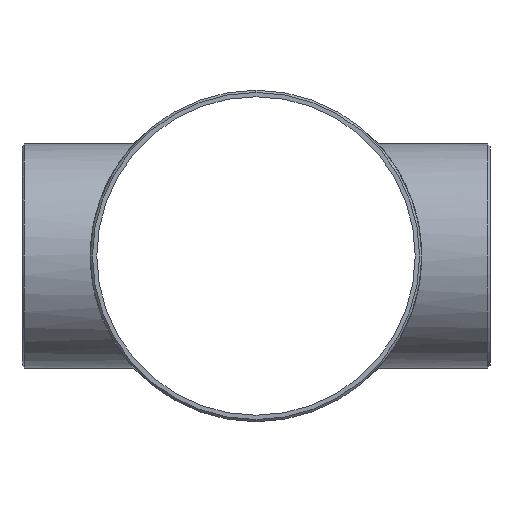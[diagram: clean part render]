
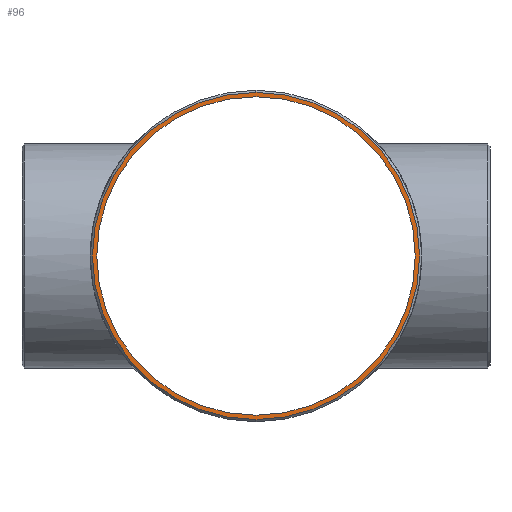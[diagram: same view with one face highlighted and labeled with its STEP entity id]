
A CAD part, left-side view. The second image highlights one B-rep face of the part: STEP entity #96.
In plain terms, the highlighted planar face has unit normal (-1, 0, 0).
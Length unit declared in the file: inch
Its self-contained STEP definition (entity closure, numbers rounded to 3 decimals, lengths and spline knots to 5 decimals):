
#49 = CARTESIAN_POINT ( 'NONE',  ( -10., 0., -6.29167 ) ) ;
#56 = AXIS2_PLACEMENT_3D ( 'NONE', #1154, #693, #103 ) ;
#96 = ADVANCED_FACE ( 'NONE', ( #1332, #982 ), #855, .T. ) ;
#102 = CIRCLE ( 'NONE', #56, 6.29167 ) ;
#103 = DIRECTION ( 'NONE',  ( 0., 0., 1. ) ) ;
#217 = CARTESIAN_POINT ( 'NONE',  ( -10., 0., 6.29167 ) ) ;
#228 = EDGE_CURVE ( 'NONE', #1122, #587, #966, .T. ) ;
#259 = ORIENTED_EDGE ( 'NONE', *, *, #228, .T. ) ;
#276 = CARTESIAN_POINT ( 'NONE',  ( -10., 0., 0. ) ) ;
#291 = VERTEX_POINT ( 'NONE', #217 ) ;
#320 = DIRECTION ( 'NONE',  ( 1., 0., 0. ) ) ;
#361 = AXIS2_PLACEMENT_3D ( 'NONE', #424, #320, #903 ) ;
#424 = CARTESIAN_POINT ( 'NONE',  ( -10., 0., 0. ) ) ;
#434 = EDGE_LOOP ( 'NONE', ( #956, #1489 ) ) ;
#443 = EDGE_CURVE ( 'NONE', #1408, #291, #722, .T. ) ;
#477 = CARTESIAN_POINT ( 'NONE',  ( -10., 0., 6.125 ) ) ;
#587 = VERTEX_POINT ( 'NONE', #1451 ) ;
#603 = DIRECTION ( 'NONE',  ( 0., 0., 1. ) ) ;
#618 = EDGE_LOOP ( 'NONE', ( #259, #836 ) ) ;
#626 = CARTESIAN_POINT ( 'NONE',  ( -10., 0., 0. ) ) ;
#660 = CARTESIAN_POINT ( 'NONE',  ( -10., 0., 0. ) ) ;
#666 = EDGE_CURVE ( 'NONE', #587, #1122, #893, .T. ) ;
#693 = DIRECTION ( 'NONE',  ( -1., 0., 0. ) ) ;
#721 = DIRECTION ( 'NONE',  ( 1., 0., 0. ) ) ;
#722 = CIRCLE ( 'NONE', #1093, 6.29167 ) ;
#775 = AXIS2_PLACEMENT_3D ( 'NONE', #626, #1446, #1453 ) ;
#836 = ORIENTED_EDGE ( 'NONE', *, *, #666, .T. ) ;
#855 = PLANE ( 'NONE',  #775 ) ;
#893 = CIRCLE ( 'NONE', #1246, 6.125 ) ;
#903 = DIRECTION ( 'NONE',  ( 0., 0., 1. ) ) ;
#956 = ORIENTED_EDGE ( 'NONE', *, *, #443, .T. ) ;
#966 = CIRCLE ( 'NONE', #361, 6.125 ) ;
#982 = FACE_BOUND ( 'NONE', #618, .T. ) ;
#1093 = AXIS2_PLACEMENT_3D ( 'NONE', #660, #1138, #1241 ) ;
#1122 = VERTEX_POINT ( 'NONE', #477 ) ;
#1138 = DIRECTION ( 'NONE',  ( -1., 0., 0. ) ) ;
#1154 = CARTESIAN_POINT ( 'NONE',  ( -10., 0., 0. ) ) ;
#1241 = DIRECTION ( 'NONE',  ( 0., 0., 1. ) ) ;
#1246 = AXIS2_PLACEMENT_3D ( 'NONE', #276, #721, #603 ) ;
#1332 = FACE_OUTER_BOUND ( 'NONE', #434, .T. ) ;
#1369 = EDGE_CURVE ( 'NONE', #291, #1408, #102, .T. ) ;
#1408 = VERTEX_POINT ( 'NONE', #49 ) ;
#1446 = DIRECTION ( 'NONE',  ( -1., 0., 0. ) ) ;
#1451 = CARTESIAN_POINT ( 'NONE',  ( -10., 0., -6.125 ) ) ;
#1453 = DIRECTION ( 'NONE',  ( 0., 0., -1. ) ) ;
#1489 = ORIENTED_EDGE ( 'NONE', *, *, #1369, .T. ) ;
